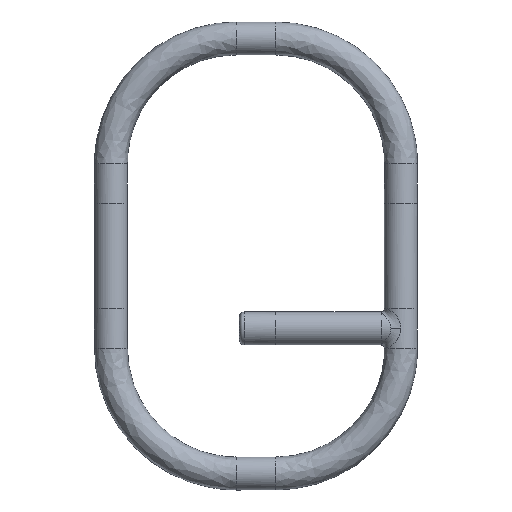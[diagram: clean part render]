
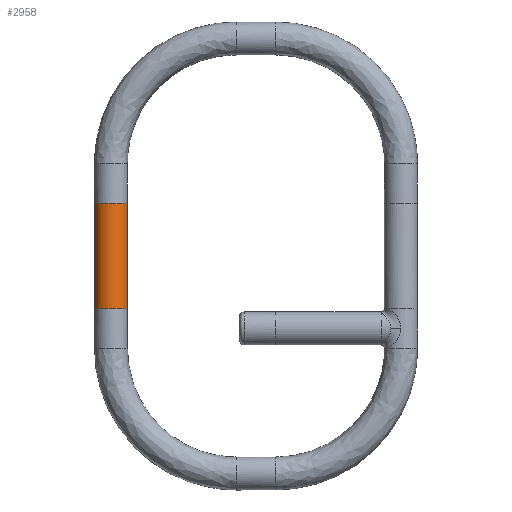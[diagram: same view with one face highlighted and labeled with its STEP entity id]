
A CAD part, top view. The second image highlights one B-rep face of the part: STEP entity #2958.
In plain terms, the highlighted cylindrical face has radius 12.5 mm (diameter 25 mm), a partial arc.
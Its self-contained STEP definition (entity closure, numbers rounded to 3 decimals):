
#2958=ADVANCED_FACE('',(#3265),#7267,.T.);
#3265=FACE_OUTER_BOUND('',#3599,.T.);
#3599=EDGE_LOOP('',(#4550,#4551,#4552,#4553));
#4550=ORIENTED_EDGE('',*,*,#5301,.F.);
#4551=ORIENTED_EDGE('',*,*,#5610,.T.);
#4552=ORIENTED_EDGE('',*,*,#5299,.F.);
#4553=ORIENTED_EDGE('',*,*,#5503,.F.);
#5299=EDGE_CURVE('',#6769,#6795,#6353,.T.);
#5301=EDGE_CURVE('',#6796,#6770,#6354,.T.);
#5503=EDGE_CURVE('',#6770,#6769,#6096,.T.);
#5610=EDGE_CURVE('',#6796,#6795,#6147,.T.);
#6096=(
BOUNDED_CURVE()
B_SPLINE_CURVE(2,(#17981,#17982,#17983,#17984,#17985),.UNSPECIFIED.,.F.,
 .F.)
B_SPLINE_CURVE_WITH_KNOTS((3,2,3),(0.,19.635,39.27),
 .UNSPECIFIED.)
CURVE()
GEOMETRIC_REPRESENTATION_ITEM()
RATIONAL_B_SPLINE_CURVE((1.,0.707,1.,0.707,1.))
REPRESENTATION_ITEM('')
);
#6147=(
BOUNDED_CURVE()
B_SPLINE_CURVE(2,(#18753,#18754,#18755,#18756,#18757),.UNSPECIFIED.,.F.,
 .F.)
B_SPLINE_CURVE_WITH_KNOTS((3,2,3),(0.,19.635,39.27),
 .UNSPECIFIED.)
CURVE()
GEOMETRIC_REPRESENTATION_ITEM()
RATIONAL_B_SPLINE_CURVE((1.,0.707,1.,0.707,1.))
REPRESENTATION_ITEM('')
);
#6353=B_SPLINE_CURVE_WITH_KNOTS('',1,(#16377,#16378),.UNSPECIFIED.,.F.,
 .F.,(2,2),(0.,79.6),.UNSPECIFIED.);
#6354=B_SPLINE_CURVE_WITH_KNOTS('',1,(#16384,#16385),.UNSPECIFIED.,.F.,
 .F.,(2,2),(0.,79.6),.UNSPECIFIED.);
#6769=VERTEX_POINT('',#15752);
#6770=VERTEX_POINT('',#15753);
#6795=VERTEX_POINT('',#15778);
#6796=VERTEX_POINT('',#15779);
#7267=CYLINDRICAL_SURFACE('',#7382,12.5);
#7382=AXIS2_PLACEMENT_3D('',#11366,#7499,$);
#7499=DIRECTION('',(0.,-1.,0.));
#11366=CARTESIAN_POINT('',(0.,164.848,0.));
#15752=CARTESIAN_POINT('',(12.5,204.723,0.));
#15753=CARTESIAN_POINT('',(-12.5,204.723,0.));
#15778=CARTESIAN_POINT('',(12.5,124.973,0.));
#15779=CARTESIAN_POINT('',(-12.5,124.973,0.));
#16377=CARTESIAN_POINT('',(12.5,204.723,0.));
#16378=CARTESIAN_POINT('',(12.5,124.973,0.));
#16384=CARTESIAN_POINT('',(-12.5,124.973,0.));
#16385=CARTESIAN_POINT('',(-12.5,204.723,0.));
#17981=CARTESIAN_POINT('',(-12.5,204.723,0.));
#17982=CARTESIAN_POINT('',(-12.5,204.723,12.5));
#17983=CARTESIAN_POINT('',(0.,204.723,12.5));
#17984=CARTESIAN_POINT('',(12.5,204.723,12.5));
#17985=CARTESIAN_POINT('',(12.5,204.723,0.));
#18753=CARTESIAN_POINT('',(-12.5,124.973,0.));
#18754=CARTESIAN_POINT('',(-12.5,124.973,12.5));
#18755=CARTESIAN_POINT('',(0.,124.973,12.5));
#18756=CARTESIAN_POINT('',(12.5,124.973,12.5));
#18757=CARTESIAN_POINT('',(12.5,124.973,0.));
